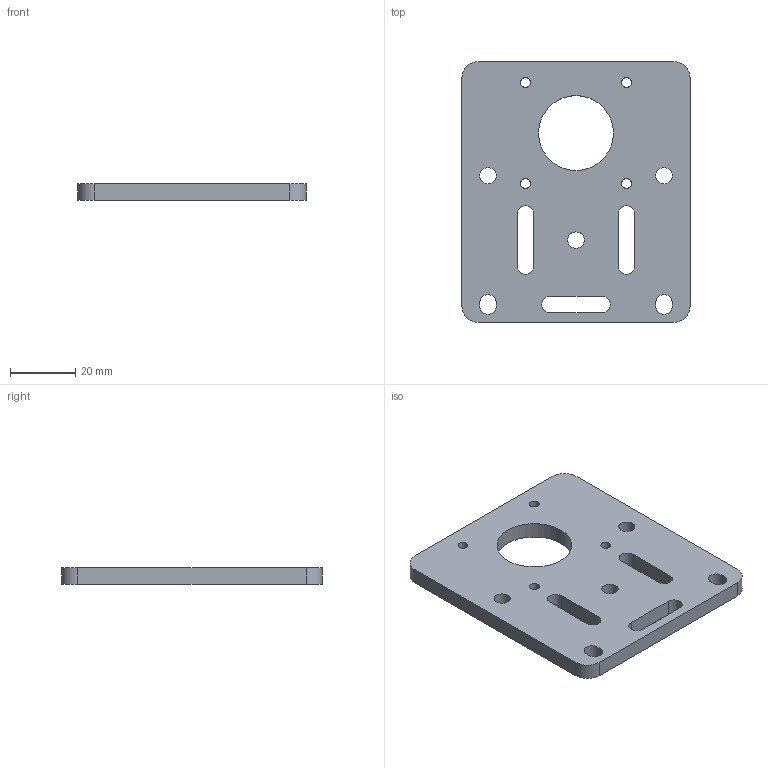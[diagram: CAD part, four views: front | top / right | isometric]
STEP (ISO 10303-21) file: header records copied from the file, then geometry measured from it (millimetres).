
FILE_DESCRIPTION (( 'STEP AP214' ), '1' );
FILE_NAME ('Laser Panel.STEP', '2021-09-19T07:13:26', ( '' ), ( '' ), 'SwSTEP 2.0', 'SolidWorks 2020', '' );
FILE_SCHEMA (( 'AUTOMOTIVE_DESIGN' ));
Length unit declared in the file: millimetre
Products named in the file (1): Laser Panel
Bounding box: 70 x 80 x 5 mm (x, y, z)
Volume: 23638.6 mm3; surface area: 12590.6 mm2
Topology: 1 solids, 1 shells, 47 faces, 135 edges, 90 vertices
Faces by surface type: cylinder 31, plane 16
Entity records: 1657 total; most frequent: DIRECTION 293, CARTESIAN_POINT 273, ORIENTED_EDGE 270, EDGE_CURVE 135, AXIS2_PLACEMENT_3D 110, VERTEX_POINT 90, EDGE_LOOP 73, VECTOR 73
